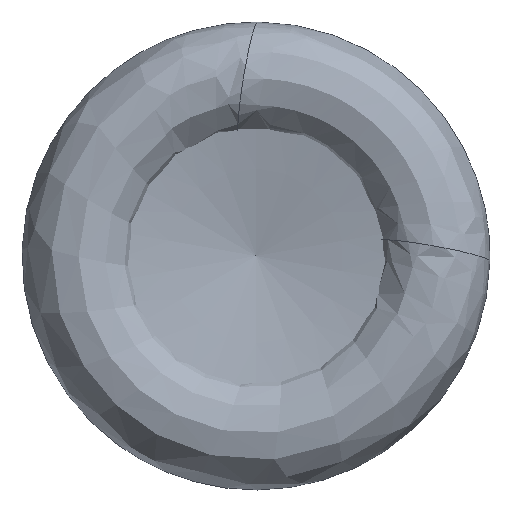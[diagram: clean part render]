
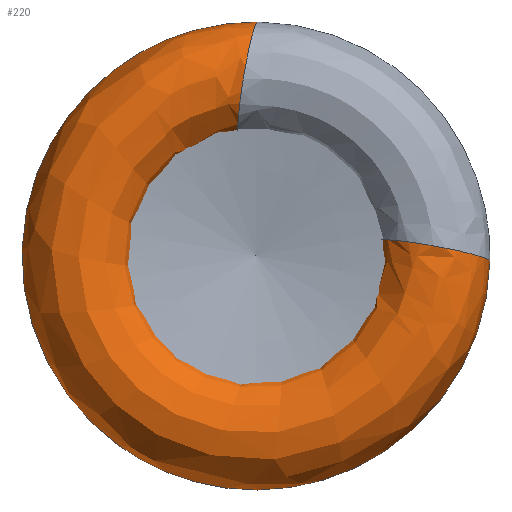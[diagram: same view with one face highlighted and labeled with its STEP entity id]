
A CAD part, left-side view. The second image highlights one B-rep face of the part: STEP entity #220.
In plain terms, the highlighted free-form (B-spline) face has degree [3, 3] with [7, 7] control points.
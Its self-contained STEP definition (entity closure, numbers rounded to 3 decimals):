
#220=ADVANCED_FACE('',(#248,#249),#243,.F.);
#243=(
BOUNDED_SURFACE()
B_SPLINE_SURFACE(3,3,((#575,#576,#577,#578,#579,#580,#581),(#582,#583,#584,
#585,#586,#587,#588),(#589,#590,#591,#592,#593,#594,#595),(#596,#597,#598,
#599,#600,#601,#602),(#603,#604,#605,#606,#607,#608,#609),(#610,#611,#612,
#613,#614,#615,#616),(#617,#618,#619,#620,#621,#622,#623)),
 .UNSPECIFIED.,.T.,.F.,.F.)
B_SPLINE_SURFACE_WITH_KNOTS((1,3,3,3,1),(4,3,4),(-0.5,0.,0.5,1.,1.5),(0.,
0.5,1.),.UNSPECIFIED.)
GEOMETRIC_REPRESENTATION_ITEM()
RATIONAL_B_SPLINE_SURFACE(((1.,0.591,0.591,1.,0.591,
0.591,1.),(0.333,0.197,0.197,
0.333,0.197,0.197,0.333),
(0.333,0.197,0.197,0.333,
0.197,0.197,0.333),(1.,0.591,
0.591,1.,0.591,0.591,1.),(0.333,
0.197,0.197,0.333,0.197,
0.197,0.333),(0.333,0.197,
0.197,0.333,0.197,0.197,
0.333),(1.,0.591,0.591,1.,0.591,
0.591,1.)))
REPRESENTATION_ITEM('')
SURFACE()
);
#248=FACE_BOUND('',#292,.T.);
#249=FACE_BOUND('',#293,.T.);
#292=EDGE_LOOP('',(#336));
#293=EDGE_LOOP('',(#337));
#336=ORIENTED_EDGE('',*,*,#403,.T.);
#337=ORIENTED_EDGE('',*,*,#404,.F.);
#380=VERTEX_POINT('',#572);
#381=VERTEX_POINT('',#574);
#403=EDGE_CURVE('',#380,#380,#425,.T.);
#404=EDGE_CURVE('',#381,#381,#426,.T.);
#425=CIRCLE('',#448,10.);
#426=CIRCLE('',#449,10.);
#448=AXIS2_PLACEMENT_3D('',#571,#490,#491);
#449=AXIS2_PLACEMENT_3D('',#573,#492,#493);
#490=DIRECTION('',(0.087,0.983,0.159));
#491=DIRECTION('',(0.,-0.159,0.987));
#492=DIRECTION('',(0.087,-0.173,0.981));
#493=DIRECTION('',(0.,-0.985,-0.174));
#571=CARTESIAN_POINT('',(9.962,1.314,30.133));
#572=CARTESIAN_POINT('',(9.962,-0.28,40.005));
#573=CARTESIAN_POINT('',(9.962,-30.148,0.878));
#574=CARTESIAN_POINT('',(9.962,-39.997,-0.858));
#575=CARTESIAN_POINT('',(9.962,-39.997,-0.858));
#576=CARTESIAN_POINT('',(9.962,-39.103,-42.501));
#577=CARTESIAN_POINT('',(9.962,-0.343,-57.752));
#578=CARTESIAN_POINT('',(9.962,28.688,-27.883));
#579=CARTESIAN_POINT('',(9.962,57.719,1.986));
#580=CARTESIAN_POINT('',(9.962,41.372,40.296));
#581=CARTESIAN_POINT('',(9.962,-0.28,40.005));
#582=CARTESIAN_POINT('',(29.886,-39.694,-2.575));
#583=CARTESIAN_POINT('',(29.886,-37.013,-43.903));
#584=CARTESIAN_POINT('',(29.886,2.146,-57.383));
#585=CARTESIAN_POINT('',(29.886,29.698,-26.462));
#586=CARTESIAN_POINT('',(29.886,57.25,4.458));
#587=CARTESIAN_POINT('',(29.886,39.361,41.81));
#588=CARTESIAN_POINT('',(29.886,-2.001,39.727));
#589=CARTESIAN_POINT('',(29.886,-19.998,0.898));
#590=CARTESIAN_POINT('',(29.886,-20.933,-19.923));
#591=CARTESIAN_POINT('',(29.886,-2.087,-28.823));
#592=CARTESIAN_POINT('',(29.886,13.398,-14.873));
#593=CARTESIAN_POINT('',(29.886,28.883,-0.923));
#594=CARTESIAN_POINT('',(29.886,21.992,18.747));
#595=CARTESIAN_POINT('',(29.886,1.187,19.983));
#596=CARTESIAN_POINT('',(9.962,-20.3,2.615));
#597=CARTESIAN_POINT('',(9.962,-23.023,-18.521));
#598=CARTESIAN_POINT('',(9.962,-4.576,-29.192));
#599=CARTESIAN_POINT('',(9.962,12.388,-16.293));
#600=CARTESIAN_POINT('',(9.962,29.352,-3.395));
#601=CARTESIAN_POINT('',(9.962,24.002,17.233));
#602=CARTESIAN_POINT('',(9.962,2.908,20.26));
#603=CARTESIAN_POINT('',(-9.962,-20.603,4.331));
#604=CARTESIAN_POINT('',(-9.962,-25.113,-17.12));
#605=CARTESIAN_POINT('',(-9.962,-7.065,-29.56));
#606=CARTESIAN_POINT('',(-9.962,11.378,-17.714));
#607=CARTESIAN_POINT('',(-9.962,29.821,-5.868));
#608=CARTESIAN_POINT('',(-9.962,26.012,15.719));
#609=CARTESIAN_POINT('',(-9.962,4.629,20.538));
#610=CARTESIAN_POINT('',(-9.962,-40.299,0.858));
#611=CARTESIAN_POINT('',(-9.962,-41.193,-41.1));
#612=CARTESIAN_POINT('',(-9.962,-2.832,-58.121));
#613=CARTESIAN_POINT('',(-9.962,27.678,-29.304));
#614=CARTESIAN_POINT('',(-9.962,58.188,-0.487));
#615=CARTESIAN_POINT('',(-9.962,43.382,38.782));
#616=CARTESIAN_POINT('',(-9.962,1.441,40.283));
#617=CARTESIAN_POINT('',(9.962,-39.997,-0.858));
#618=CARTESIAN_POINT('',(9.962,-39.103,-42.501));
#619=CARTESIAN_POINT('',(9.962,-0.343,-57.752));
#620=CARTESIAN_POINT('',(9.962,28.688,-27.883));
#621=CARTESIAN_POINT('',(9.962,57.719,1.986));
#622=CARTESIAN_POINT('',(9.962,41.372,40.296));
#623=CARTESIAN_POINT('',(9.962,-0.28,40.005));
